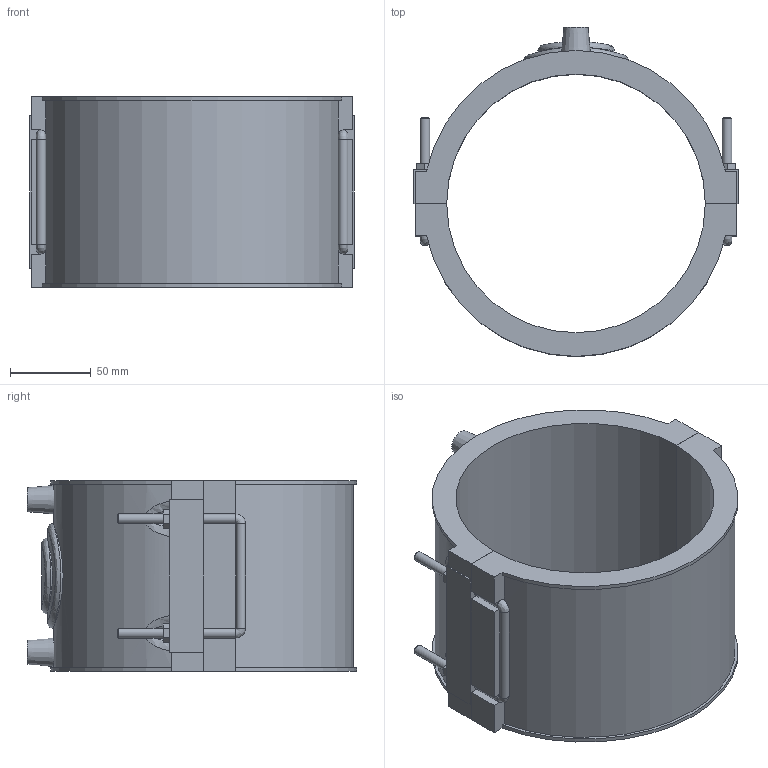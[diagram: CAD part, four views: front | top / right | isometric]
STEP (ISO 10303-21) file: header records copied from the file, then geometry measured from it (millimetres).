
FILE_DESCRIPTION(/* description */ ('PLASSON REPAIR SADDLE 160'),/* implementation_level */ '2;1');
FILE_NAME(/* name */ '495204160.ipt.stp',/* time_stamp */ '2017-11-06T09:18:13+02:00',/* author */ ('KIM'),/* organization */ (''),/* preprocessor_version */ 'ST-DEVELOPER v15.6',/* originating_system */ 'Autodesk Inventor 2015',/* authorisation */ '');
FILE_SCHEMA (('AUTOMOTIVE_DESIGN { 1 0 10303 214 3 1 1 }'));
Length unit declared in the file: millimetre
Products named in the file (1): 495204160
Bounding box: 201 x 203.66 x 118 mm (x, y, z)
Volume: 929276.1 mm3; surface area: 170818.6 mm2
Topology: 1 solids, 1 shells, 139 faces, 359 edges, 226 vertices
Faces by surface type: plane 88, cylinder 35, bspline 10, cone 6
Full cylindrical faces by diameter (mm): 4 x2, 6 x10, 10 x2, 47.2 x1, 64.9 x1
Entity records: 4972 total; most frequent: CARTESIAN_POINT 1742, ORIENTED_EDGE 654, DIRECTION 627, EDGE_CURVE 325, VERTEX_POINT 220, LINE 211, VECTOR 211, AXIS2_PLACEMENT_3D 208
